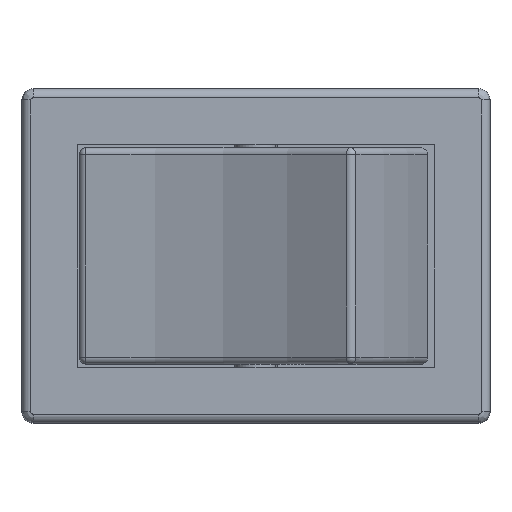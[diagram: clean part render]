
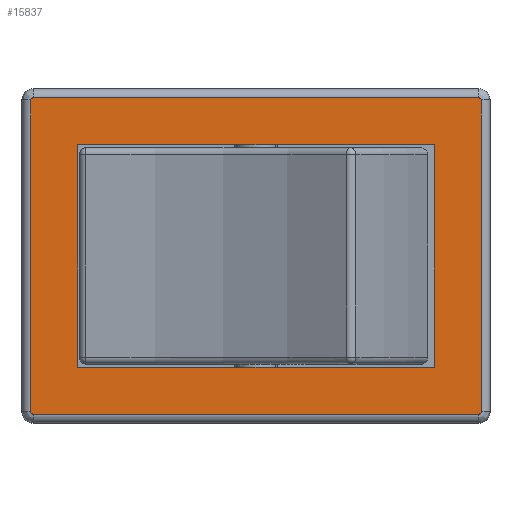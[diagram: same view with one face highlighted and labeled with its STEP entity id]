
A CAD part, top view. The second image highlights one B-rep face of the part: STEP entity #15837.
In plain terms, the highlighted planar face has unit normal (0, 0, 1).
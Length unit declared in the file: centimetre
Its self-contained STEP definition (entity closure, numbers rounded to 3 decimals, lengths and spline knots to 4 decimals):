
#707=FACE_BOUND('',#2480,.T.);
#742=CIRCLE('',#16507,0.01);
#746=CIRCLE('',#16511,0.01);
#750=CIRCLE('',#16517,0.01);
#754=CIRCLE('',#16521,0.01);
#1580=FACE_OUTER_BOUND('',#2479,.T.);
#2479=EDGE_LOOP('',(#14121,#14122,#14123,#14124,#14125,#14126,#14127,#14128));
#2480=EDGE_LOOP('',(#14129,#14130,#14131,#14132));
#4221=LINE('',#27310,#6014);
#4225=LINE('',#27319,#6018);
#4228=LINE('',#27323,#6021);
#4230=LINE('',#27327,#6023);
#4231=LINE('',#27333,#6024);
#4233=LINE('',#27369,#6026);
#4236=LINE('',#27376,#6029);
#4238=LINE('',#27407,#6031);
#6014=VECTOR('',#19451,1.);
#6018=VECTOR('',#19457,1.);
#6021=VECTOR('',#19462,1.);
#6023=VECTOR('',#19468,1.);
#6024=VECTOR('',#19473,1.);
#6026=VECTOR('',#19493,1.);
#6029=VECTOR('',#19500,1.);
#6031=VECTOR('',#19516,1.);
#7544=VERTEX_POINT('',#27307);
#7545=VERTEX_POINT('',#27309);
#7548=VERTEX_POINT('',#27316);
#7549=VERTEX_POINT('',#27318);
#7551=VERTEX_POINT('',#27330);
#7552=VERTEX_POINT('',#27332);
#7555=VERTEX_POINT('',#27347);
#7556=VERTEX_POINT('',#27360);
#7559=VERTEX_POINT('',#27367);
#7560=VERTEX_POINT('',#27372);
#7563=VERTEX_POINT('',#27387);
#7564=VERTEX_POINT('',#27400);
#9741=EDGE_CURVE('',#7545,#7544,#4221,.T.);
#9745=EDGE_CURVE('',#7549,#7548,#4225,.T.);
#9748=EDGE_CURVE('',#7548,#7545,#4228,.T.);
#9750=EDGE_CURVE('',#7544,#7549,#4230,.T.);
#9752=EDGE_CURVE('',#7551,#7552,#4231,.T.);
#9756=EDGE_CURVE('',#7555,#7551,#742,.T.);
#9760=EDGE_CURVE('',#7552,#7556,#746,.T.);
#9762=EDGE_CURVE('',#7559,#7555,#4233,.T.);
#9766=EDGE_CURVE('',#7556,#7560,#4236,.T.);
#9768=EDGE_CURVE('',#7563,#7559,#750,.T.);
#9772=EDGE_CURVE('',#7560,#7564,#754,.T.);
#9774=EDGE_CURVE('',#7564,#7563,#4238,.T.);
#14121=ORIENTED_EDGE('',*,*,#9752,.F.);
#14122=ORIENTED_EDGE('',*,*,#9756,.F.);
#14123=ORIENTED_EDGE('',*,*,#9762,.F.);
#14124=ORIENTED_EDGE('',*,*,#9768,.F.);
#14125=ORIENTED_EDGE('',*,*,#9774,.F.);
#14126=ORIENTED_EDGE('',*,*,#9772,.F.);
#14127=ORIENTED_EDGE('',*,*,#9766,.F.);
#14128=ORIENTED_EDGE('',*,*,#9760,.F.);
#14129=ORIENTED_EDGE('',*,*,#9745,.T.);
#14130=ORIENTED_EDGE('',*,*,#9748,.T.);
#14131=ORIENTED_EDGE('',*,*,#9741,.T.);
#14132=ORIENTED_EDGE('',*,*,#9750,.T.);
#15026=PLANE('',#16527);
#15837=ADVANCED_FACE('',(#1580,#707),#15026,.T.);
#16507=AXIS2_PLACEMENT_3D('',#27349,#19479,#19480);
#16511=AXIS2_PLACEMENT_3D('',#27364,#19487,#19488);
#16517=AXIS2_PLACEMENT_3D('',#27389,#19503,#19504);
#16521=AXIS2_PLACEMENT_3D('',#27404,#19511,#19512);
#16527=AXIS2_PLACEMENT_3D('',#27417,#19530,#19531);
#19451=DIRECTION('',(-1.,0.,0.));
#19457=DIRECTION('',(1.,0.,0.));
#19462=DIRECTION('',(0.,-1.,0.));
#19468=DIRECTION('',(0.,1.,0.));
#19473=DIRECTION('',(1.,0.,0.));
#19479=DIRECTION('center_axis',(0.,0.,
-1.));
#19480=DIRECTION('ref_axis',(-0.707,0.707,0.));
#19487=DIRECTION('center_axis',(0.,0.,
-1.));
#19488=DIRECTION('ref_axis',(0.707,0.707,0.));
#19493=DIRECTION('',(0.,1.,0.));
#19500=DIRECTION('',(0.,-1.,0.));
#19503=DIRECTION('center_axis',(0.,0.,
-1.));
#19504=DIRECTION('ref_axis',(-0.707,-0.707,0.));
#19511=DIRECTION('center_axis',(0.,0.,
-1.));
#19512=DIRECTION('ref_axis',(0.707,-0.707,0.));
#19516=DIRECTION('',(-1.,0.,0.));
#19530=DIRECTION('center_axis',(0.,0.,
1.));
#19531=DIRECTION('ref_axis',(1.,0.,0.));
#27307=CARTESIAN_POINT('',(-0.8,-0.5,1.26));
#27309=CARTESIAN_POINT('',(0.8,-0.5,1.26));
#27310=CARTESIAN_POINT('',(-0.4,-0.5,1.26));
#27316=CARTESIAN_POINT('',(0.8,0.5,1.26));
#27318=CARTESIAN_POINT('',(-0.8,0.5,1.26));
#27319=CARTESIAN_POINT('',(0.,0.5,1.26));
#27323=CARTESIAN_POINT('',(0.8,0.225,1.26));
#27327=CARTESIAN_POINT('',(-0.8,0.225,1.26));
#27330=CARTESIAN_POINT('',(-1.,0.71,1.26));
#27332=CARTESIAN_POINT('',(1.,0.71,1.26));
#27333=CARTESIAN_POINT('',(-0.5,0.71,1.26));
#27347=CARTESIAN_POINT('',(-1.01,0.7,1.26));
#27349=CARTESIAN_POINT('Origin',(-1.,0.7,1.26));
#27360=CARTESIAN_POINT('',(1.01,0.7,1.26));
#27364=CARTESIAN_POINT('Origin',(1.,0.7,1.26));
#27367=CARTESIAN_POINT('',(-1.01,-0.7,1.26));
#27369=CARTESIAN_POINT('',(-1.01,-0.35,1.26));
#27372=CARTESIAN_POINT('',(1.01,-0.7,1.26));
#27376=CARTESIAN_POINT('',(1.01,0.35,1.26));
#27387=CARTESIAN_POINT('',(-1.,-0.71,1.26));
#27389=CARTESIAN_POINT('Origin',(-1.,-0.7,1.26));
#27400=CARTESIAN_POINT('',(1.,-0.71,1.26));
#27404=CARTESIAN_POINT('Origin',(1.,-0.7,1.26));
#27407=CARTESIAN_POINT('',(0.5,-0.71,1.26));
#27417=CARTESIAN_POINT('Origin',(0.,0.,1.26));
